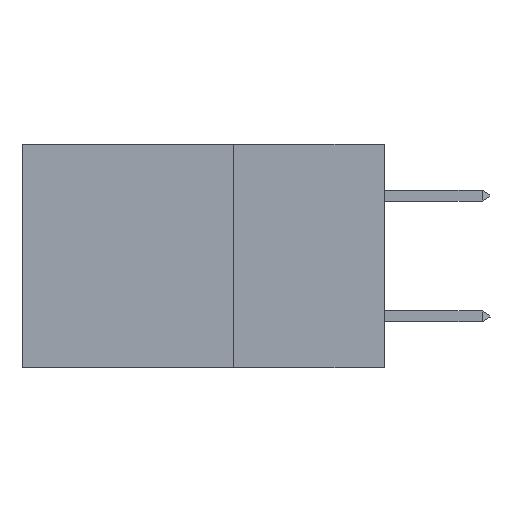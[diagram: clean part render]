
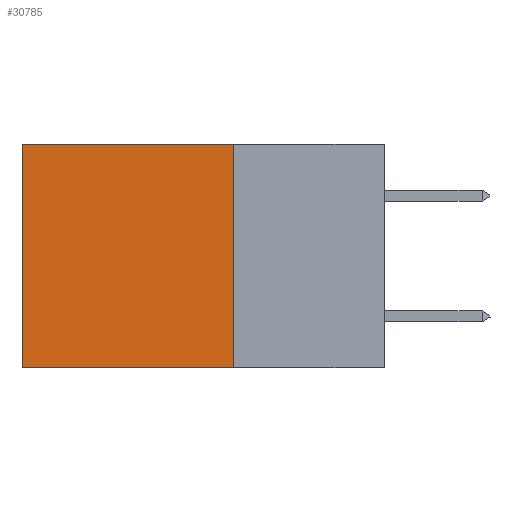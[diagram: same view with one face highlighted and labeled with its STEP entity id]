
A CAD part, left-side view. The second image highlights one B-rep face of the part: STEP entity #30785.
In plain terms, the highlighted planar face has unit normal (-1, 0, 0).
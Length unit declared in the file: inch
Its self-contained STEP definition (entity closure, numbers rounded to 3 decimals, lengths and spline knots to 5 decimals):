
#405 = VECTOR ( 'NONE', #7098, 39.37008 ) ;
#1238 = CARTESIAN_POINT ( 'NONE',  ( 0.2875, 0.6, 0. ) ) ;
#5580 = LINE ( 'NONE', #24063, #29579 ) ;
#6939 = LINE ( 'NONE', #32654, #24320 ) ;
#7098 = DIRECTION ( 'NONE',  ( 0., 0., -1. ) ) ;
#8858 = CARTESIAN_POINT ( 'NONE',  ( 0.2875, 0.25, -0.37 ) ) ;
#10248 = VERTEX_POINT ( 'NONE', #1238 ) ;
#10873 = VERTEX_POINT ( 'NONE', #31962 ) ;
#12465 = FACE_OUTER_BOUND ( 'NONE', #24596, .T. ) ;
#15005 = EDGE_CURVE ( 'NONE', #32554, #10248, #6939, .T. ) ;
#15772 = DIRECTION ( 'NONE',  ( 1., 0., 0. ) ) ;
#16933 = DIRECTION ( 'NONE',  ( 0., 1., 0. ) ) ;
#17835 = EDGE_CURVE ( 'NONE', #10248, #10873, #5580, .T. ) ;
#18889 = VERTEX_POINT ( 'NONE', #8858 ) ;
#19385 = ORIENTED_EDGE ( 'NONE', *, *, #30588, .F. ) ;
#22711 = DIRECTION ( 'NONE',  ( 0., 1., 0. ) ) ;
#24063 = CARTESIAN_POINT ( 'NONE',  ( 0.2875, 0.6, 0. ) ) ;
#24320 = VECTOR ( 'NONE', #16933, 39.37008 ) ;
#24596 = EDGE_LOOP ( 'NONE', ( #32228, #29294, #19385, #26655 ) ) ;
#26061 = CARTESIAN_POINT ( 'NONE',  ( 0.2875, 0.25, 0. ) ) ;
#26655 = ORIENTED_EDGE ( 'NONE', *, *, #15005, .T. ) ;
#26939 = DIRECTION ( 'NONE',  ( 0., 0., -1. ) ) ;
#28096 = VECTOR ( 'NONE', #22711, 39.37008 ) ;
#28534 = LINE ( 'NONE', #26061, #405 ) ;
#28797 = PLANE ( 'NONE',  #32023 ) ;
#29294 = ORIENTED_EDGE ( 'NONE', *, *, #31121, .F. ) ;
#29579 = VECTOR ( 'NONE', #32239, 39.37008 ) ;
#30588 = EDGE_CURVE ( 'NONE', #32554, #18889, #28534, .T. ) ;
#30785 = ADVANCED_FACE ( 'NONE', ( #12465 ), #28797, .F. ) ;
#31121 = EDGE_CURVE ( 'NONE', #18889, #10873, #33910, .T. ) ;
#31570 = CARTESIAN_POINT ( 'NONE',  ( 0.2875, 0.25, 0. ) ) ;
#31661 = CARTESIAN_POINT ( 'NONE',  ( 0.2875, 0.25, 0. ) ) ;
#31962 = CARTESIAN_POINT ( 'NONE',  ( 0.2875, 0.6, -0.37 ) ) ;
#32023 = AXIS2_PLACEMENT_3D ( 'NONE', #31570, #15772, #26939 ) ;
#32228 = ORIENTED_EDGE ( 'NONE', *, *, #17835, .T. ) ;
#32239 = DIRECTION ( 'NONE',  ( 0., 0., -1. ) ) ;
#32554 = VERTEX_POINT ( 'NONE', #31661 ) ;
#32654 = CARTESIAN_POINT ( 'NONE',  ( 0.2875, 0.25, 0. ) ) ;
#33436 = CARTESIAN_POINT ( 'NONE',  ( 0.2875, 0.25, -0.37 ) ) ;
#33910 = LINE ( 'NONE', #33436, #28096 ) ;
